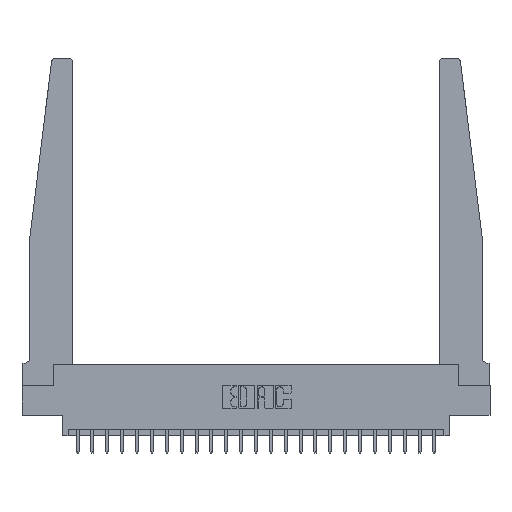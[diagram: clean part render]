
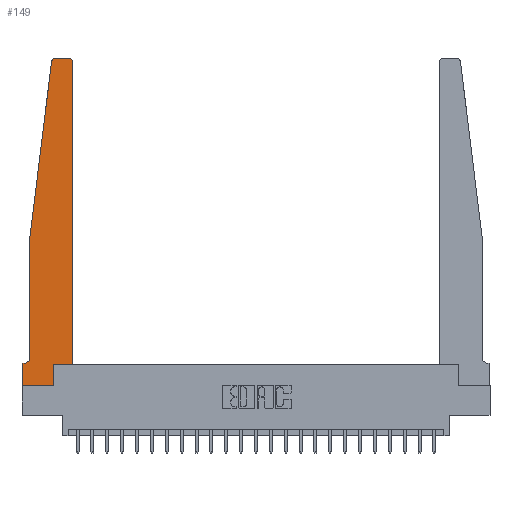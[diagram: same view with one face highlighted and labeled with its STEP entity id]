
A CAD part, top view. The second image highlights one B-rep face of the part: STEP entity #149.
In plain terms, the highlighted planar face has unit normal (0, 0, 1).
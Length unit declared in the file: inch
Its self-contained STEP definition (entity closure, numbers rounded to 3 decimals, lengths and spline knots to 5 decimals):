
#27 = CARTESIAN_POINT ( 'NONE',  ( 0.065, 1.25, 0.37 ) ) ;
#142 = DIRECTION ( 'NONE',  ( 0., 0., 1. ) ) ;
#149 = ADVANCED_FACE ( 'NONE', ( #14843 ), #13360, .T. ) ;
#593 = DIRECTION ( 'NONE',  ( 0., 0., 1. ) ) ;
#980 = CARTESIAN_POINT ( 'NONE',  ( 0., 0., 0.37 ) ) ;
#1097 = ORIENTED_EDGE ( 'NONE', *, *, #12941, .T. ) ;
#1150 = LINE ( 'NONE', #7890, #9239 ) ;
#1228 = ORIENTED_EDGE ( 'NONE', *, *, #15191, .T. ) ;
#1266 = EDGE_CURVE ( 'NONE', #15367, #22525, #13112, .T. ) ;
#1275 = ORIENTED_EDGE ( 'NONE', *, *, #3198, .T. ) ;
#1393 = CIRCLE ( 'NONE', #23327, 0.03 ) ;
#1487 = ORIENTED_EDGE ( 'NONE', *, *, #1266, .T. ) ;
#1616 = CARTESIAN_POINT ( 'NONE',  ( 0.015, 0.1875, 0.37 ) ) ;
#1627 = CARTESIAN_POINT ( 'NONE',  ( 0.27653, 2.75, 0.37 ) ) ;
#1659 = ORIENTED_EDGE ( 'NONE', *, *, #21846, .T. ) ;
#1680 = ORIENTED_EDGE ( 'NONE', *, *, #10005, .T. ) ;
#1800 = ORIENTED_EDGE ( 'NONE', *, *, #19518, .T. ) ;
#1804 = ORIENTED_EDGE ( 'NONE', *, *, #18118, .T. ) ;
#1841 = VERTEX_POINT ( 'NONE', #16744 ) ;
#1891 = DIRECTION ( 'NONE',  ( 0., -1., 0. ) ) ;
#2654 = ORIENTED_EDGE ( 'NONE', *, *, #15890, .T. ) ;
#2814 = DIRECTION ( 'NONE',  ( 0., 1., 0. ) ) ;
#2888 = CARTESIAN_POINT ( 'NONE',  ( 0.425, 0.18, 0.37 ) ) ;
#3072 = VECTOR ( 'NONE', #22341, 39.37008 ) ;
#3172 = DIRECTION ( 'NONE',  ( 0., 0., -1. ) ) ;
#3198 = EDGE_CURVE ( 'NONE', #22525, #13172, #1150, .T. ) ;
#3538 = ORIENTED_EDGE ( 'NONE', *, *, #8492, .T. ) ;
#3565 = ORIENTED_EDGE ( 'NONE', *, *, #8148, .T. ) ;
#3593 = ORIENTED_EDGE ( 'NONE', *, *, #22971, .T. ) ;
#3961 = CARTESIAN_POINT ( 'NONE',  ( 0., 0., 0.37 ) ) ;
#4027 = VERTEX_POINT ( 'NONE', #21284 ) ;
#4269 = DIRECTION ( 'NONE',  ( 0., 1., 0. ) ) ;
#5033 = AXIS2_PLACEMENT_3D ( 'NONE', #14107, #3172, #15919 ) ;
#5817 = DIRECTION ( 'NONE',  ( -1., 0., 0. ) ) ;
#6189 = LINE ( 'NONE', #18780, #20076 ) ;
#6685 = CARTESIAN_POINT ( 'NONE',  ( 0.395, 2.75, 0.37 ) ) ;
#6729 = VECTOR ( 'NONE', #5817, 39.37008 ) ;
#7183 = LINE ( 'NONE', #13567, #16247 ) ;
#7747 = LINE ( 'NONE', #2888, #13154 ) ;
#7890 = CARTESIAN_POINT ( 'NONE',  ( 0.2605, 0.18, 0.37 ) ) ;
#7952 = VERTEX_POINT ( 'NONE', #8780 ) ;
#8148 = EDGE_CURVE ( 'NONE', #19638, #1841, #12458, .T. ) ;
#8349 = CARTESIAN_POINT ( 'NONE',  ( 0.065, 1.25, 0.37 ) ) ;
#8492 = EDGE_CURVE ( 'NONE', #1841, #4027, #12465, .T. ) ;
#8780 = CARTESIAN_POINT ( 'NONE',  ( 0.065, 0.2375, 0.37 ) ) ;
#9239 = VECTOR ( 'NONE', #4269, 39.37008 ) ;
#10005 = EDGE_CURVE ( 'NONE', #16825, #14277, #21153, .T. ) ;
#10350 = DIRECTION ( 'NONE',  ( 0., 0., 1. ) ) ;
#11183 = CARTESIAN_POINT ( 'NONE',  ( 0.27653, 2.72, 0.37 ) ) ;
#11450 = AXIS2_PLACEMENT_3D ( 'NONE', #11183, #142, #13000 ) ;
#11643 = LINE ( 'NONE', #27, #20650 ) ;
#12458 = CIRCLE ( 'NONE', #11450, 0.03 ) ;
#12465 = LINE ( 'NONE', #8349, #21486 ) ;
#12466 = CIRCLE ( 'NONE', #5033, 0.05 ) ;
#12543 = VECTOR ( 'NONE', #13085, 39.37008 ) ;
#12837 = VERTEX_POINT ( 'NONE', #20135 ) ;
#12941 = EDGE_CURVE ( 'NONE', #12837, #13810, #7747, .T. ) ;
#13000 = DIRECTION ( 'NONE',  ( 1., 0., 0. ) ) ;
#13085 = DIRECTION ( 'NONE',  ( 1., 0., 0. ) ) ;
#13112 = LINE ( 'NONE', #3961, #12543 ) ;
#13154 = VECTOR ( 'NONE', #2814, 39.37008 ) ;
#13172 = VERTEX_POINT ( 'NONE', #21639 ) ;
#13360 = PLANE ( 'NONE',  #22940 ) ;
#13431 = DIRECTION ( 'NONE',  ( 1., 0., 0. ) ) ;
#13567 = CARTESIAN_POINT ( 'NONE',  ( 0., 0., 0.37 ) ) ;
#13588 = EDGE_LOOP ( 'NONE', ( #3593, #3565, #3538, #1804, #1800, #1680, #1659, #1487, #1275, #1228, #1097, #2654 ) ) ;
#13810 = VERTEX_POINT ( 'NONE', #21849 ) ;
#14107 = CARTESIAN_POINT ( 'NONE',  ( 0.015, 0.2375, 0.37 ) ) ;
#14277 = VERTEX_POINT ( 'NONE', #19359 ) ;
#14843 = FACE_OUTER_BOUND ( 'NONE', #13588, .T. ) ;
#15191 = EDGE_CURVE ( 'NONE', #13172, #12837, #6189, .T. ) ;
#15367 = VERTEX_POINT ( 'NONE', #980 ) ;
#15572 = DIRECTION ( 'NONE',  ( -0.122, -0.992, 0. ) ) ;
#15890 = EDGE_CURVE ( 'NONE', #13810, #17305, #1393, .T. ) ;
#15919 = DIRECTION ( 'NONE',  ( -1., 0., 0. ) ) ;
#16247 = VECTOR ( 'NONE', #22611, 39.37008 ) ;
#16744 = CARTESIAN_POINT ( 'NONE',  ( 0.24675, 2.72367, 0.37 ) ) ;
#16825 = VERTEX_POINT ( 'NONE', #1616 ) ;
#17305 = VERTEX_POINT ( 'NONE', #6685 ) ;
#18118 = EDGE_CURVE ( 'NONE', #4027, #7952, #11643, .T. ) ;
#18184 = LINE ( 'NONE', #20538, #3072 ) ;
#18504 = CARTESIAN_POINT ( 'NONE',  ( 0.065, 0.1875, 0.37 ) ) ;
#18780 = CARTESIAN_POINT ( 'NONE',  ( 0.425, 0.18, 0.37 ) ) ;
#19358 = CARTESIAN_POINT ( 'NONE',  ( 0.2605, 0., 0.37 ) ) ;
#19359 = CARTESIAN_POINT ( 'NONE',  ( 0., 0.1875, 0.37 ) ) ;
#19518 = EDGE_CURVE ( 'NONE', #7952, #16825, #12466, .T. ) ;
#19638 = VERTEX_POINT ( 'NONE', #1627 ) ;
#20076 = VECTOR ( 'NONE', #20588, 39.37008 ) ;
#20135 = CARTESIAN_POINT ( 'NONE',  ( 0.425, 0.18, 0.37 ) ) ;
#20538 = CARTESIAN_POINT ( 'NONE',  ( 0.25, 2.75, 0.37 ) ) ;
#20588 = DIRECTION ( 'NONE',  ( 1., 0., 0. ) ) ;
#20596 = CARTESIAN_POINT ( 'NONE',  ( 0., 0.1875, 0.37 ) ) ;
#20650 = VECTOR ( 'NONE', #1891, 39.37008 ) ;
#21133 = CARTESIAN_POINT ( 'NONE',  ( 0.395, 2.72, 0.37 ) ) ;
#21153 = LINE ( 'NONE', #18504, #6729 ) ;
#21284 = CARTESIAN_POINT ( 'NONE',  ( 0.065, 1.25, 0.37 ) ) ;
#21486 = VECTOR ( 'NONE', #15572, 39.37008 ) ;
#21639 = CARTESIAN_POINT ( 'NONE',  ( 0.2605, 0.18, 0.37 ) ) ;
#21846 = EDGE_CURVE ( 'NONE', #14277, #15367, #7183, .T. ) ;
#21849 = CARTESIAN_POINT ( 'NONE',  ( 0.425, 2.72, 0.37 ) ) ;
#22341 = DIRECTION ( 'NONE',  ( -1., 0., 0. ) ) ;
#22525 = VERTEX_POINT ( 'NONE', #19358 ) ;
#22611 = DIRECTION ( 'NONE',  ( 0., -1., 0. ) ) ;
#22926 = DIRECTION ( 'NONE',  ( 1., 0., 0. ) ) ;
#22940 = AXIS2_PLACEMENT_3D ( 'NONE', #20596, #593, #13431 ) ;
#22971 = EDGE_CURVE ( 'NONE', #17305, #19638, #18184, .T. ) ;
#23327 = AXIS2_PLACEMENT_3D ( 'NONE', #21133, #10350, #22926 ) ;
